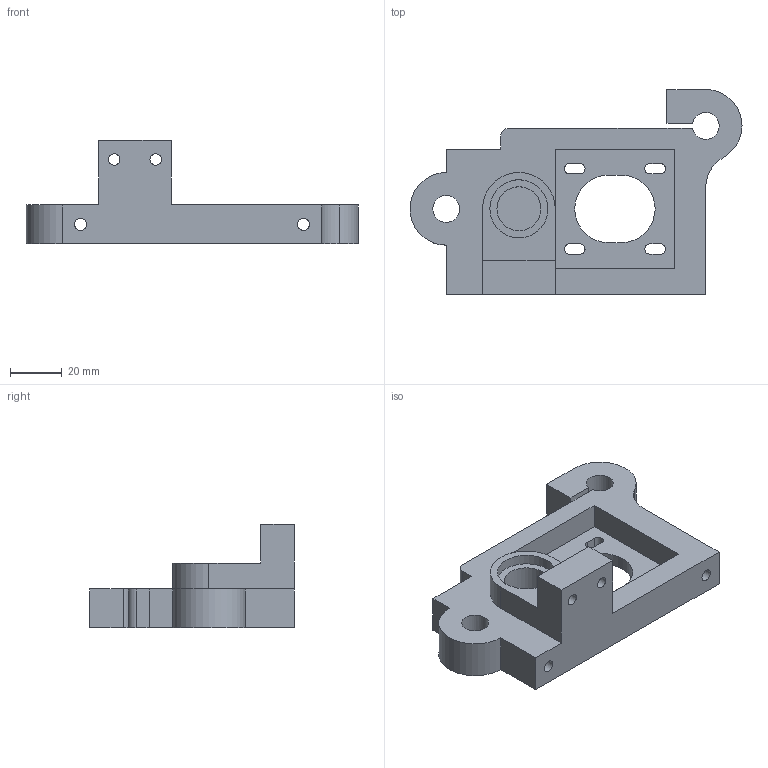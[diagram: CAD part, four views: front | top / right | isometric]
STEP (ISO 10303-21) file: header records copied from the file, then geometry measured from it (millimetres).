
FILE_DESCRIPTION(('FreeCAD Model'),'2;1');
FILE_NAME('x_motor_holder.step','2015-03-07T19:43:54',('Author'),(''), 'Open CASCADE STEP processor 6.7','FreeCAD','Unknown');
FILE_SCHEMA(('AUTOMOTIVE_DESIGN_CC2 { 1 2 10303 214 -1 1 5 4 }'));
Length unit declared in the file: millimetre
Products named in the file (1): x_motor_holder001
Bounding box: 128 x 79 x 40 mm (x, y, z)
Volume: 87292.1 mm3; surface area: 28276.6 mm2
Topology: 1 solids, 1 shells, 61 faces, 198 edges, 140 vertices
Faces by surface type: plane 35, cylinder 26
Full cylindrical faces by diameter (mm): 4.4 x2, 4.6 x3, 10.4 x1, 14 x1, 17 x1, 22.4 x2
Entity records: 5823 total; most frequent: CARTESIAN_POINT 1984, DIRECTION 678, ORIENTED_EDGE 396, PCURVE 396, DEFINITIONAL_REPRESENTATION 396, LINE 386, VECTOR 386, EDGE_CURVE 198
